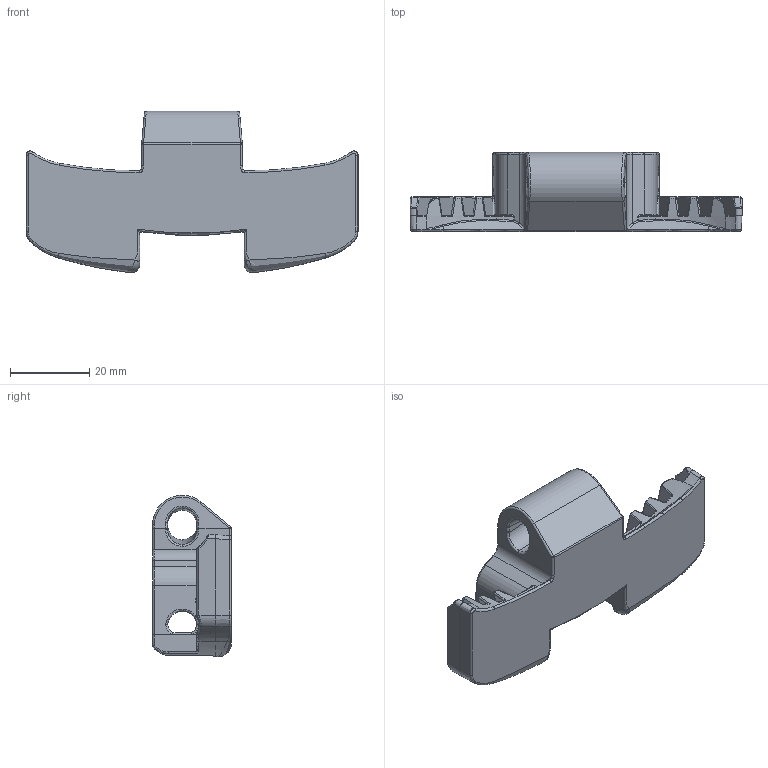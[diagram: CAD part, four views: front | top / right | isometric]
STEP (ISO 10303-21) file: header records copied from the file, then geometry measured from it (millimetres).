
FILE_DESCRIPTION((''),'2;1');
FILE_NAME('P1639','2024-05-23T08:57:43',('joakim.vodder'),(''),'CREO PARAMETRIC BY PTC INC, 2023134','CREO PARAMETRIC BY PTC INC, 2023134','');
FILE_SCHEMA(('AUTOMOTIVE_DESIGN { 1 0 10303 214 1 1 1 1 }'));
Products named in the file (1): P1639
Bounding box: 83.7 x 19.9 x 40.69 mm (x, y, z)
Volume: 18746.2 mm3; surface area: 10435.2 mm2
Topology: 1 solids, 1 shells, 1054 faces, 2686 edges, 1658 vertices
Faces by surface type: plane 535, cylinder 207, bspline 194, torus 55, sphere 42, cone 19, extrusion 2
Entity records: 54118 total; most frequent: CARTESIAN_POINT 22015, ORIENTED_EDGE 5368, DIRECTION 4421, PRESENTATION_STYLE_ASSIGNMENT 2685, STYLED_ITEM 2685, CURVE_STYLE 2684, EDGE_CURVE 2684, VECTOR 1695
